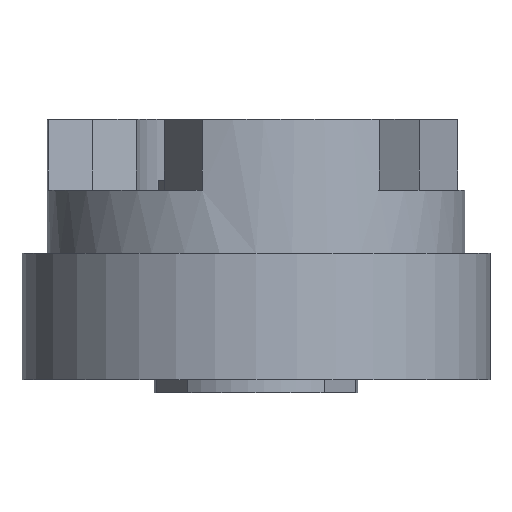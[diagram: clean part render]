
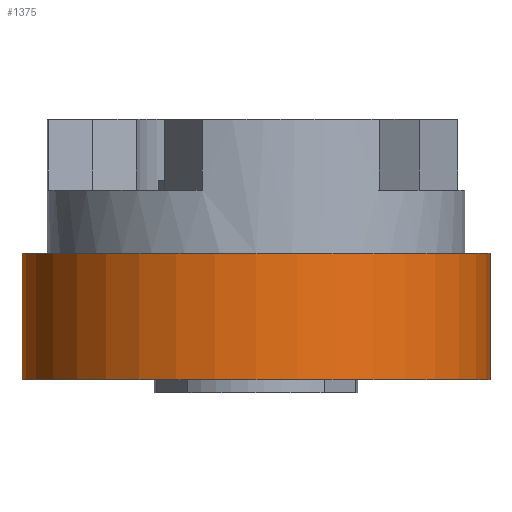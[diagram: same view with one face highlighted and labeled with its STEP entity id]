
A CAD part, front view. The second image highlights one B-rep face of the part: STEP entity #1375.
In plain terms, the highlighted cylindrical face has radius 9.25 mm (diameter 18.5 mm), a partial arc.
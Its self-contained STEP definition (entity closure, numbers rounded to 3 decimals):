
#35 = CARTESIAN_POINT ( 'NONE',  ( 9.25, 0., 0. ) ) ;
#134 = AXIS2_PLACEMENT_3D ( 'NONE', #512, #1544, #966 ) ;
#155 = EDGE_CURVE ( 'NONE', #1103, #522, #1670, .T. ) ;
#193 = VERTEX_POINT ( 'NONE', #751 ) ;
#260 = CIRCLE ( 'NONE', #134, 9.25 ) ;
#344 = CARTESIAN_POINT ( 'NONE',  ( -9.25, 0., 5. ) ) ;
#366 = DIRECTION ( 'NONE',  ( 0., 0., -1. ) ) ;
#481 = LINE ( 'NONE', #344, #978 ) ;
#499 = ORIENTED_EDGE ( 'NONE', *, *, #155, .F. ) ;
#502 = CARTESIAN_POINT ( 'NONE',  ( -9.25, 0., 5. ) ) ;
#509 = CIRCLE ( 'NONE', #1281, 9.25 ) ;
#512 = CARTESIAN_POINT ( 'NONE',  ( 0., 0., 0. ) ) ;
#522 = VERTEX_POINT ( 'NONE', #35 ) ;
#524 = CARTESIAN_POINT ( 'NONE',  ( 9.25, 0., 5. ) ) ;
#616 = DIRECTION ( 'NONE',  ( 1., 0., 0. ) ) ;
#617 = DIRECTION ( 'NONE',  ( 0., 0., -1. ) ) ;
#649 = ORIENTED_EDGE ( 'NONE', *, *, #1505, .T. ) ;
#654 = CARTESIAN_POINT ( 'NONE',  ( 0., 0., 5. ) ) ;
#712 = VECTOR ( 'NONE', #366, 1000. ) ;
#751 = CARTESIAN_POINT ( 'NONE',  ( -9.25, 0., 0. ) ) ;
#794 = EDGE_LOOP ( 'NONE', ( #499, #1562, #649, #1707 ) ) ;
#930 = EDGE_CURVE ( 'NONE', #193, #522, #260, .T. ) ;
#966 = DIRECTION ( 'NONE',  ( 1., 0., 0. ) ) ;
#978 = VECTOR ( 'NONE', #1533, 1000. ) ;
#1103 = VERTEX_POINT ( 'NONE', #1712 ) ;
#1176 = CYLINDRICAL_SURFACE ( 'NONE', #1331, 9.25 ) ;
#1204 = DIRECTION ( 'NONE',  ( -1., 0., 0. ) ) ;
#1243 = DIRECTION ( 'NONE',  ( 0., 0., 1. ) ) ;
#1281 = AXIS2_PLACEMENT_3D ( 'NONE', #654, #1243, #616 ) ;
#1331 = AXIS2_PLACEMENT_3D ( 'NONE', #1482, #617, #1204 ) ;
#1375 = ADVANCED_FACE ( 'NONE', ( #1606 ), #1176, .T. ) ;
#1482 = CARTESIAN_POINT ( 'NONE',  ( 0., 0., 5. ) ) ;
#1484 = VERTEX_POINT ( 'NONE', #502 ) ;
#1505 = EDGE_CURVE ( 'NONE', #1484, #193, #481, .T. ) ;
#1533 = DIRECTION ( 'NONE',  ( 0., 0., -1. ) ) ;
#1544 = DIRECTION ( 'NONE',  ( 0., 0., 1. ) ) ;
#1562 = ORIENTED_EDGE ( 'NONE', *, *, #1704, .F. ) ;
#1606 = FACE_OUTER_BOUND ( 'NONE', #794, .T. ) ;
#1670 = LINE ( 'NONE', #524, #712 ) ;
#1704 = EDGE_CURVE ( 'NONE', #1484, #1103, #509, .T. ) ;
#1707 = ORIENTED_EDGE ( 'NONE', *, *, #930, .T. ) ;
#1712 = CARTESIAN_POINT ( 'NONE',  ( 9.25, 0., 5. ) ) ;
